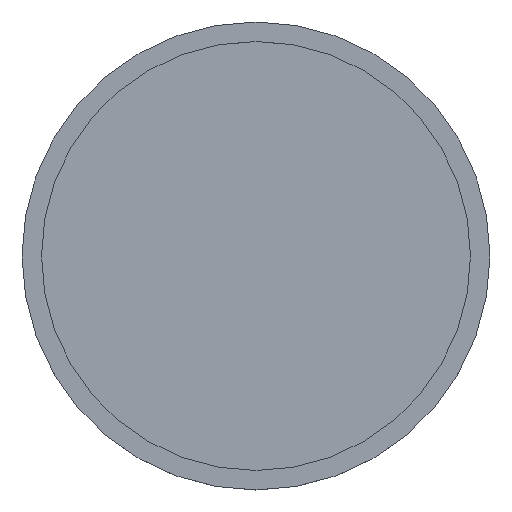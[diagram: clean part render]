
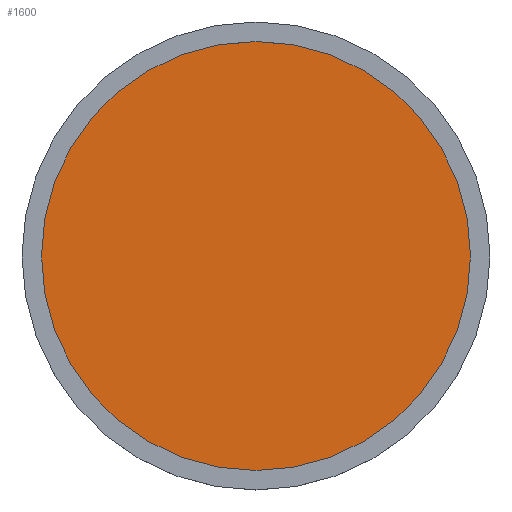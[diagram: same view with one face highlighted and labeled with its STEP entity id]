
A CAD part, top view. The second image highlights one B-rep face of the part: STEP entity #1600.
In plain terms, the highlighted planar face has unit normal (0, 0, 1).
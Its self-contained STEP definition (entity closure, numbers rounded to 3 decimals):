
#527 = CYLINDRICAL_SURFACE('',#528,55.);
#528 = AXIS2_PLACEMENT_3D('',#529,#530,#531);
#529 = CARTESIAN_POINT('',(0.,0.,35.));
#530 = DIRECTION('',(0.,0.,1.));
#531 = DIRECTION('',(1.,0.,0.));
#1491 = VERTEX_POINT('',#1492);
#1492 = CARTESIAN_POINT('',(55.,0.,32.5));
#1513 = EDGE_CURVE('',#1491,#1491,#1514,.T.);
#1514 = SURFACE_CURVE('',#1515,(#1520,#1527),.PCURVE_S1.);
#1515 = CIRCLE('',#1516,55.);
#1516 = AXIS2_PLACEMENT_3D('',#1517,#1518,#1519);
#1517 = CARTESIAN_POINT('',(0.,0.,32.5));
#1518 = DIRECTION('',(0.,0.,1.));
#1519 = DIRECTION('',(1.,0.,0.));
#1520 = PCURVE('',#527,#1521);
#1521 = DEFINITIONAL_REPRESENTATION('',(#1522),#1526);
#1522 = LINE('',#1523,#1524);
#1523 = CARTESIAN_POINT('',(0.,-2.5));
#1524 = VECTOR('',#1525,1.);
#1525 = DIRECTION('',(1.,0.));
#1526 = ( GEOMETRIC_REPRESENTATION_CONTEXT(2) 
PARAMETRIC_REPRESENTATION_CONTEXT() REPRESENTATION_CONTEXT('2D SPACE',''
  ) );
#1527 = PCURVE('',#1528,#1533);
#1528 = PLANE('',#1529);
#1529 = AXIS2_PLACEMENT_3D('',#1530,#1531,#1532);
#1530 = CARTESIAN_POINT('',(0.,0.,32.5)
  );
#1531 = DIRECTION('',(0.,0.,1.));
#1532 = DIRECTION('',(1.,0.,-0.));
#1533 = DEFINITIONAL_REPRESENTATION('',(#1534),#1538);
#1534 = CIRCLE('',#1535,55.);
#1535 = AXIS2_PLACEMENT_2D('',#1536,#1537);
#1536 = CARTESIAN_POINT('',(0.,0.));
#1537 = DIRECTION('',(1.,0.));
#1538 = ( GEOMETRIC_REPRESENTATION_CONTEXT(2) 
PARAMETRIC_REPRESENTATION_CONTEXT() REPRESENTATION_CONTEXT('2D SPACE',''
  ) );
#1600 = ADVANCED_FACE('',(#1601),#1528,.T.);
#1601 = FACE_BOUND('',#1602,.T.);
#1602 = EDGE_LOOP('',(#1603));
#1603 = ORIENTED_EDGE('',*,*,#1513,.T.);
